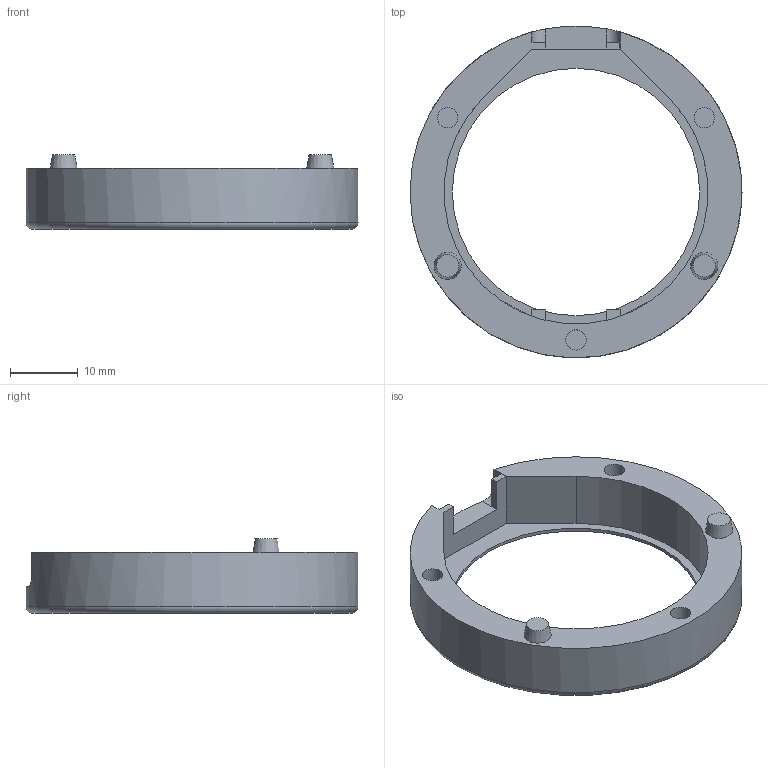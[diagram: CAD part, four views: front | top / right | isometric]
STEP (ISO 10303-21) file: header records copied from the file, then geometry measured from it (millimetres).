
FILE_DESCRIPTION(/* description */ (''),/* implementation_level */ '2;1');
FILE_NAME(/* name */ 'frontscreenholder-1mm-larger margin.step',/* time_stamp */ '2024-06-24T13:15:31+01:00',/* author */ (''),/* organization */ (''),/* preprocessor_version */ 'ST-DEVELOPER v20',/* originating_system */ 'Autodesk Translation Framework v13.14.0.145',/* authorisation */ '');
FILE_SCHEMA (('AUTOMOTIVE_DESIGN { 1 0 10303 214 3 1 1 }'));
Length unit declared in the file: millimetre
Products named in the file (1): light v23 (1)
Bounding box: 49 x 49 x 11 mm (x, y, z)
Volume: 5713.8 mm3; surface area: 4229.5 mm2
Topology: 1 solids, 1 shells, 42 faces, 96 edges, 63 vertices
Faces by surface type: plane 31, cylinder 8, cone 2, torus 1
Full cylindrical faces by diameter (mm): 3 x3, 36.5 x1, 49 x1
Entity records: 1234 total; most frequent: CARTESIAN_POINT 220, DIRECTION 207, ORIENTED_EDGE 192, EDGE_CURVE 96, AXIS2_PLACEMENT_3D 70, LINE 67, VECTOR 67, VERTEX_POINT 63
